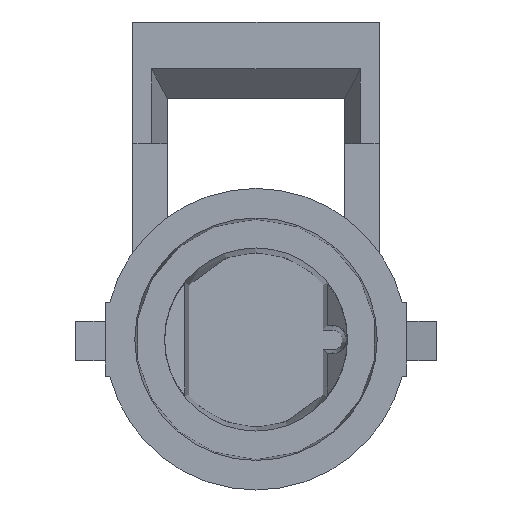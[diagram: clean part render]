
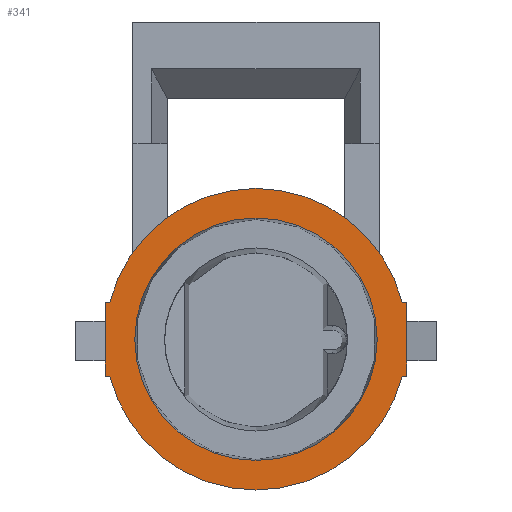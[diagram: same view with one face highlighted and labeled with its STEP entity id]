
A CAD part, top view. The second image highlights one B-rep face of the part: STEP entity #341.
In plain terms, the highlighted planar face has unit normal (0, 0, 1).
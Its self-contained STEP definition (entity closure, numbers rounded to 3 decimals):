
#48=FACE_BOUND('',#456,.T.);
#49=FACE_BOUND('',#457,.T.);
#74=PLANE('',#1162);
#110=LINE('',#1564,#219);
#116=LINE('',#1609,#225);
#122=LINE('',#1625,#231);
#126=LINE('',#1642,#235);
#132=LINE('',#1666,#241);
#138=LINE('',#1700,#247);
#219=VECTOR('',#1238,1.);
#225=VECTOR('',#1246,1.);
#231=VECTOR('',#1254,1.);
#235=VECTOR('',#1260,1.);
#241=VECTOR('',#1268,1.);
#247=VECTOR('',#1276,1.);
#341=ADVANCED_FACE('',(#48,#49),#74,.T.);
#456=EDGE_LOOP('',(#621,#622,#623,#624,#625,#626,#627,#628));
#457=EDGE_LOOP('',(#629));
#621=ORIENTED_EDGE('',*,*,#982,.T.);
#622=ORIENTED_EDGE('',*,*,#990,.F.);
#623=ORIENTED_EDGE('',*,*,#1031,.T.);
#624=ORIENTED_EDGE('',*,*,#977,.F.);
#625=ORIENTED_EDGE('',*,*,#961,.F.);
#626=ORIENTED_EDGE('',*,*,#970,.T.);
#627=ORIENTED_EDGE('',*,*,#1032,.T.);
#628=ORIENTED_EDGE('',*,*,#998,.T.);
#629=ORIENTED_EDGE('',*,*,#1033,.F.);
#851=VERTEX_POINT('',#1558);
#854=VERTEX_POINT('',#1563);
#862=VERTEX_POINT('',#1608);
#868=VERTEX_POINT('',#1626);
#869=VERTEX_POINT('',#1636);
#872=VERTEX_POINT('',#1641);
#878=VERTEX_POINT('',#1665);
#886=VERTEX_POINT('',#1701);
#911=VERTEX_POINT('',#1777);
#961=EDGE_CURVE('',#854,#851,#110,.T.);
#970=EDGE_CURVE('',#854,#862,#116,.T.);
#977=EDGE_CURVE('',#851,#868,#122,.T.);
#982=EDGE_CURVE('',#869,#872,#126,.T.);
#990=EDGE_CURVE('',#878,#872,#132,.T.);
#998=EDGE_CURVE('',#886,#869,#138,.T.);
#1031=EDGE_CURVE('',#878,#868,#1118,.T.);
#1032=EDGE_CURVE('',#862,#886,#1119,.T.);
#1033=EDGE_CURVE('',#911,#911,#1120,.T.);
#1118=CIRCLE('',#1159,7.65);
#1119=CIRCLE('',#1160,7.65);
#1120=CIRCLE('',#1161,6.15);
#1159=AXIS2_PLACEMENT_3D('',#1774,#1330,#1331);
#1160=AXIS2_PLACEMENT_3D('',#1775,#1332,#1333);
#1161=AXIS2_PLACEMENT_3D('',#1776,#1334,#1335);
#1162=AXIS2_PLACEMENT_3D('',#1778,#1336,#1337);
#1238=DIRECTION('',(0.,-1.,0.));
#1246=DIRECTION('',(-1.,0.,0.));
#1254=DIRECTION('',(-1.,0.,0.));
#1260=DIRECTION('',(0.,-1.,0.));
#1268=DIRECTION('',(-1.,0.,0.));
#1276=DIRECTION('',(-1.,0.,0.));
#1330=DIRECTION('',(0.,0.,1.));
#1331=DIRECTION('',(0.,1.,0.));
#1332=DIRECTION('',(0.,0.,1.));
#1333=DIRECTION('',(0.,1.,0.));
#1334=DIRECTION('',(0.,0.,1.));
#1335=DIRECTION('',(0.,-1.,0.));
#1336=DIRECTION('',(0.,0.,1.));
#1337=DIRECTION('',(0.,1.,0.));
#1558=CARTESIAN_POINT('',(7.65,-1.873,6.5));
#1563=CARTESIAN_POINT('',(7.65,1.873,6.5));
#1564=CARTESIAN_POINT('',(7.65,1.,6.5));
#1608=CARTESIAN_POINT('',(7.417,1.873,6.5));
#1609=CARTESIAN_POINT('',(7.199,1.873,6.5));
#1625=CARTESIAN_POINT('',(6.749,-1.873,6.5));
#1626=CARTESIAN_POINT('',(7.417,-1.873,6.5));
#1636=CARTESIAN_POINT('',(-7.65,1.873,6.5));
#1641=CARTESIAN_POINT('',(-7.65,-1.873,6.5));
#1642=CARTESIAN_POINT('',(-7.65,1.,6.5));
#1665=CARTESIAN_POINT('',(-7.417,-1.873,6.5));
#1666=CARTESIAN_POINT('',(-7.65,-1.873,6.5));
#1700=CARTESIAN_POINT('',(-7.184,1.873,6.5));
#1701=CARTESIAN_POINT('',(-7.417,1.873,6.5));
#1774=CARTESIAN_POINT('',(0.,0.,6.5));
#1775=CARTESIAN_POINT('',(0.,0.,6.5));
#1776=CARTESIAN_POINT('',(0.,0.,6.5));
#1777=CARTESIAN_POINT('',(0.,-6.15,6.5));
#1778=CARTESIAN_POINT('',(0.,0.,6.5));
